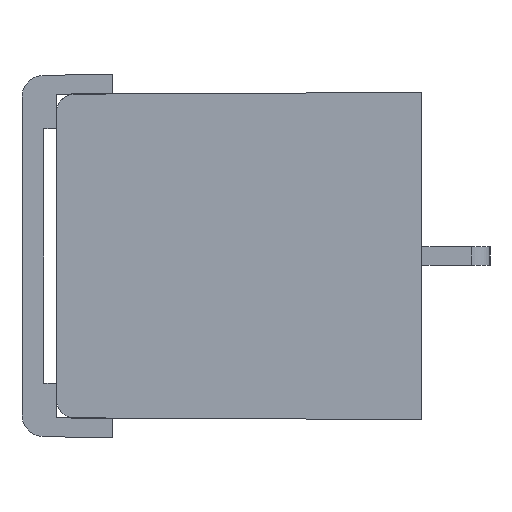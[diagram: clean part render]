
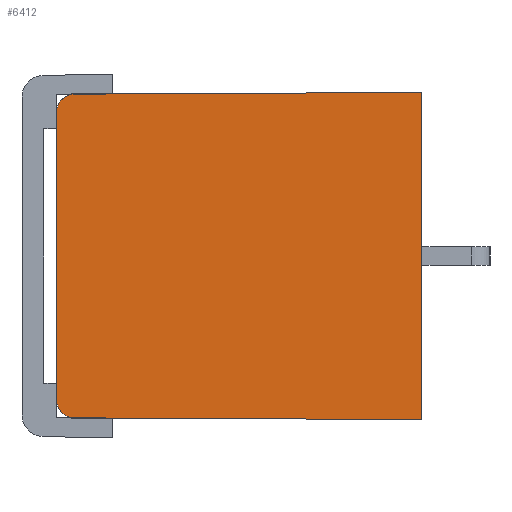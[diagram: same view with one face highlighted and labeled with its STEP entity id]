
A CAD part, left-side view. The second image highlights one B-rep face of the part: STEP entity #6412.
In plain terms, the highlighted planar face has unit normal (-1, 0.01, 0).
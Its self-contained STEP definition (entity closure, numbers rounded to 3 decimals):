
#304=DIRECTION('',(0.,0.,-1.));
#305=VECTOR('',#304,0.881);
#306=CARTESIAN_POINT('',(11.55,23.85,-2.095));
#307=LINE('',#306,#305);
#821=DIRECTION('',(0.,0.,-1.));
#822=VECTOR('',#821,0.881);
#823=CARTESIAN_POINT('',(11.55,23.85,-17.024));
#824=LINE('',#823,#822);
#881=DIRECTION('',(0.,0.,-1.));
#882=VECTOR('',#881,14.049);
#883=CARTESIAN_POINT('',(11.55,23.85,-2.976));
#884=LINE('',#883,#882);
#897=DIRECTION('',(-0.01,-1.,0.005));
#898=VECTOR('',#897,19.106);
#899=CARTESIAN_POINT('',(11.54,22.855,-1.095));
#900=LINE('',#899,#898);
#901=DIRECTION('',(0.01,1.,0.005));
#902=VECTOR('',#901,19.106);
#903=CARTESIAN_POINT('',(11.35,3.75,-19.));
#904=LINE('',#903,#902);
#905=CARTESIAN_POINT('',(11.54,22.855,-18.905));
#906=CARTESIAN_POINT('',(11.541,22.963,-18.904));
#907=CARTESIAN_POINT('',(11.543,23.168,-18.87));
#908=CARTESIAN_POINT('',(11.546,23.451,-18.725));
#909=CARTESIAN_POINT('',(11.548,23.673,-18.502));
#910=CARTESIAN_POINT('',(11.55,23.817,-18.218));
#911=CARTESIAN_POINT('',(11.55,23.85,-18.013));
#912=CARTESIAN_POINT('',(11.55,23.85,-17.905));
#914=CARTESIAN_POINT('',(11.55,23.85,-2.095));
#915=CARTESIAN_POINT('',(11.55,23.85,-1.987));
#916=CARTESIAN_POINT('',(11.55,23.817,-1.782));
#917=CARTESIAN_POINT('',(11.548,23.673,-1.498));
#918=CARTESIAN_POINT('',(11.546,23.451,-1.275));
#919=CARTESIAN_POINT('',(11.543,23.168,-1.13));
#920=CARTESIAN_POINT('',(11.541,22.963,-1.096));
#921=CARTESIAN_POINT('',(11.54,22.855,-1.095));
#1129=DIRECTION('',(0.,0.,1.));
#1130=VECTOR('',#1129,18.);
#1131=CARTESIAN_POINT('',(11.35,3.75,-19.));
#1132=LINE('',#1131,#1130);
#4645=CARTESIAN_POINT('',(11.55,23.85,-2.095));
#4646=VERTEX_POINT('',#4645);
#4647=CARTESIAN_POINT('',(11.55,23.85,-2.976));
#4648=VERTEX_POINT('',#4647);
#4806=CARTESIAN_POINT('',(11.55,23.85,-17.024));
#4807=VERTEX_POINT('',#4806);
#4808=CARTESIAN_POINT('',(11.55,23.85,-17.905));
#4809=VERTEX_POINT('',#4808);
#4830=VERTEX_POINT('',#905);
#4831=VERTEX_POINT('',#921);
#5439=CARTESIAN_POINT('',(11.35,3.75,-19.));
#5440=CARTESIAN_POINT('',(11.35,3.75,-1.));
#5441=VERTEX_POINT('',#5439);
#5442=VERTEX_POINT('',#5440);
#6392=CARTESIAN_POINT('',(11.462,15.005,-10.));
#6393=DIRECTION('',(1.,-0.01,0.));
#6394=DIRECTION('',(-0.01,-1.,0.));
#6395=AXIS2_PLACEMENT_3D('',#6392,#6393,#6394);
#6396=PLANE('',#6395);
#6398=ORIENTED_EDGE('',*,*,#6397,.T.);
#6400=ORIENTED_EDGE('',*,*,#6399,.F.);
#6402=ORIENTED_EDGE('',*,*,#6401,.T.);
#6404=ORIENTED_EDGE('',*,*,#6403,.T.);
#6405=ORIENTED_EDGE('',*,*,#6288,.F.);
#6406=ORIENTED_EDGE('',*,*,#6378,.F.);
#6407=ORIENTED_EDGE('',*,*,#5768,.F.);
#6409=ORIENTED_EDGE('',*,*,#6408,.T.);
#6410=EDGE_LOOP('',(#6398,#6400,#6402,#6404,#6405,#6406,#6407,#6409));
#6411=FACE_OUTER_BOUND('',#6410,.F.);
#913=B_SPLINE_CURVE_WITH_KNOTS('',3,(#905,#906,#907,#908,#909,#910,#911,#912),
.UNSPECIFIED.,.F.,.F.,(4,1,1,1,1,4),(0.,0.2,0.4,0.6,0.8,1.),
.UNSPECIFIED.);
#922=B_SPLINE_CURVE_WITH_KNOTS('',3,(#914,#915,#916,#917,#918,#919,#920,#921),
.UNSPECIFIED.,.F.,.F.,(4,1,1,1,1,4),(0.,0.2,0.4,0.6,0.8,1.),
.UNSPECIFIED.);
#5768=EDGE_CURVE('',#4646,#4648,#307,.T.);
#6288=EDGE_CURVE('',#4807,#4809,#824,.T.);
#6378=EDGE_CURVE('',#4648,#4807,#884,.T.);
#6397=EDGE_CURVE('',#4831,#5442,#900,.T.);
#6399=EDGE_CURVE('',#5441,#5442,#1132,.T.);
#6401=EDGE_CURVE('',#5441,#4830,#904,.T.);
#6403=EDGE_CURVE('',#4830,#4809,#913,.T.);
#6408=EDGE_CURVE('',#4646,#4831,#922,.T.);
#6412=ADVANCED_FACE('',(#6411),#6396,.F.);
